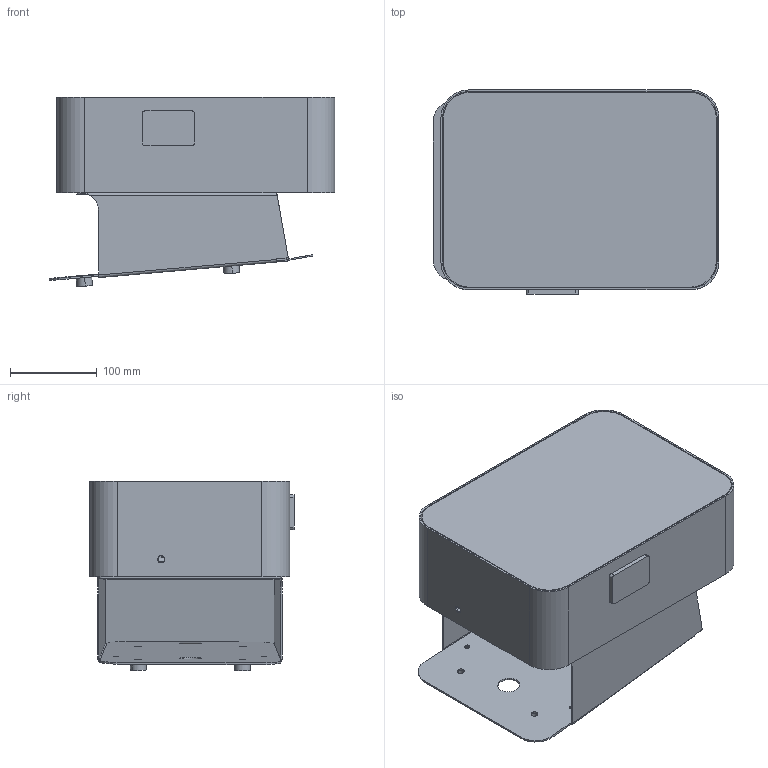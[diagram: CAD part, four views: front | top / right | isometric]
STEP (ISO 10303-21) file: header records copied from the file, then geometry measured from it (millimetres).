
FILE_DESCRIPTION((''),'2;1');
FILE_NAME('0000077288_ASM','2024-05-08T11:43:14',('klemen.sitar'),('Audax d.o.o.'),'CREO PARAMETRIC BY PTC INC, 2021304','CREO PARAMETRIC BY PTC INC, 2021304','');
FILE_SCHEMA(('AP242_MANAGED_MODEL_BASED_3D_ENGINEERING_MIM_LF { 1 0 10303 442 1 1 4 }'));
Length unit declared in the file: millimetre
Products named in the file (25): 0000077328_1-1981_1; 0000077317_1-17411_1; VIJAK_M5X12_1_1; VIJAKM3X10_1_1; 0000077304_1-20996_1; 0000077314_1-22347_1; BASE-FLANGE2-10021_1_1; BASE-FLANGE1_1_1; VIJAKM4X15_ASM_1_ASM_1_ASM; 0000077265_ASM_1_ASM_1_ASM; 0000077315_ASM_1_ASM_1_ASM; 0000077307_1-24763_1; 0000077312_1-25702_1; 0000077321_1-26907_1; 0000077309_AF0_1-28132_1; 0000077311_1_1; 0000077302_AF0_1-31089_1; 0000077322_AF0_ASM_1_ASM_1_ASM; 0000077325_1-32178_1; 0000077320_AF0_1_1; 0000077326_ASM_1_ASM_1_ASM; 0000077298_1_1; 0000077299_1-38487_1; 0000077286_1_1; 0000077288_ASM
Assembly tree (34 placements, depth 5):
  0000077288_ASM
    0000077315_ASM_1_ASM_1_ASM
      0000077328_1-1981_1
      0000077317_1-17411_1
      0000077265_ASM_1_ASM_1_ASM
        VIJAK_M5X12_1_1  x2
        VIJAKM3X10_1_1  x5
        0000077304_1-20996_1
        0000077314_1-22347_1
        VIJAKM4X15_ASM_1_ASM_1_ASM
          BASE-FLANGE2-10021_1_1
          BASE-FLANGE1_1_1
    0000077326_ASM_1_ASM_1_ASM
      0000077322_AF0_ASM_1_ASM_1_ASM
        0000077307_1-24763_1
        0000077312_1-25702_1  x2
        VIJAKM4X15_ASM_1_ASM_1_ASM
          BASE-FLANGE2-10021_1_1
          BASE-FLANGE1_1_1
        0000077321_1-26907_1
        0000077309_AF0_1-28132_1
        0000077311_1_1
        0000077302_AF0_1-31089_1
      0000077325_1-32178_1
      0000077320_AF0_1_1
    0000077298_1_1
    0000077299_1-38487_1
    0000077286_1_1  x4
Bounding box: 328.95 x 234.94 x 218.39 mm (x, y, z)
Volume: 805588.3 mm3; surface area: 1023843 mm2
Topology: 24 solids, 32 shells, 618 faces, 1577 edges, 1101 vertices
Faces by surface type: plane 317, cylinder 261, cone 18, torus 16, bspline 6
Entity records: 41290 total; most frequent: CARTESIAN_POINT 12847, DIRECTION 3174, ORIENTED_EDGE 2548, PRESENTATION_STYLE_ASSIGNMENT 1941, STYLED_ITEM 1941, CURVE_STYLE 1392, EDGE_CURVE 1284, AXIS2_PLACEMENT_3D 1137
